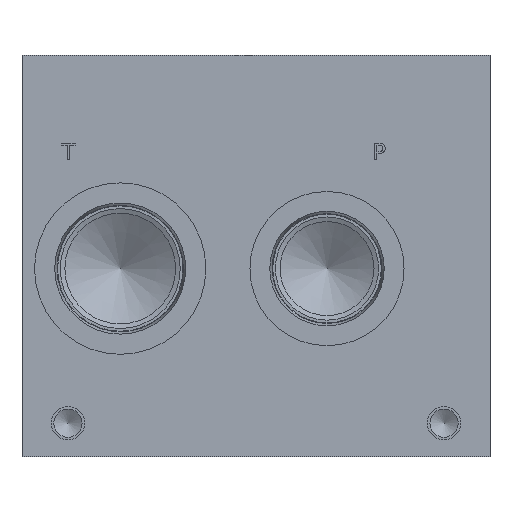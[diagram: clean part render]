
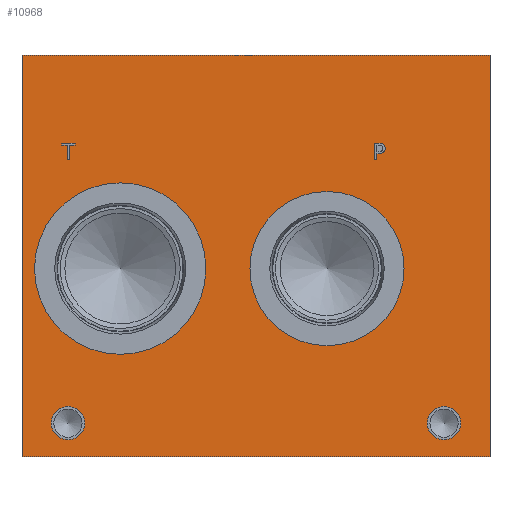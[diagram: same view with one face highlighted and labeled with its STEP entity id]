
A CAD part, left-side view. The second image highlights one B-rep face of the part: STEP entity #10968.
In plain terms, the highlighted planar face has unit normal (-1, 0, 0).
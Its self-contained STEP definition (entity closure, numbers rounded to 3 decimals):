
#138=CIRCLE('',#11569,32.563);
#139=CIRCLE('',#11570,32.563);
#140=CIRCLE('',#11571,29.286);
#141=CIRCLE('',#11572,29.286);
#142=CIRCLE('',#11573,6.35);
#143=CIRCLE('',#11574,6.35);
#144=CIRCLE('',#11575,6.35);
#145=CIRCLE('',#11576,6.35);
#392=FACE_BOUND('',#1460,.T.);
#393=FACE_BOUND('',#1461,.T.);
#394=FACE_BOUND('',#1462,.T.);
#395=FACE_BOUND('',#1463,.T.);
#396=FACE_BOUND('',#1464,.T.);
#397=FACE_BOUND('',#1465,.T.);
#506=PLANE('',#11568);
#857=FACE_OUTER_BOUND('',#1459,.T.);
#1459=EDGE_LOOP('',(#7396,#7397,#7398,#7399));
#1460=EDGE_LOOP('',(#7400,#7401));
#1461=EDGE_LOOP('',(#7402,#7403));
#1462=EDGE_LOOP('',(#7404,#7405));
#1463=EDGE_LOOP('',(#7406,#7407));
#1464=EDGE_LOOP('',(#7408,#7409,#7410,#7411,#7412,#7413,#7414,#7415));
#1465=EDGE_LOOP('',(#7416,#7417,#7418,#7419,#7420,#7421,#7422,#7423,#7424));
#2171=LINE('',#15113,#3222);
#2174=LINE('',#15119,#3225);
#2177=LINE('',#15125,#3228);
#2180=LINE('',#15131,#3231);
#2183=LINE('',#15137,#3234);
#2187=LINE('',#15180,#3238);
#2188=LINE('',#15182,#3239);
#2189=LINE('',#15184,#3240);
#2190=LINE('',#15185,#3241);
#2191=LINE('',#15204,#3242);
#2192=LINE('',#15206,#3243);
#2193=LINE('',#15208,#3244);
#2194=LINE('',#15210,#3245);
#2195=LINE('',#15212,#3246);
#2196=LINE('',#15214,#3247);
#2197=LINE('',#15216,#3248);
#2198=LINE('',#15217,#3249);
#3222=VECTOR('',#12377,10.);
#3225=VECTOR('',#12382,10.);
#3228=VECTOR('',#12387,10.);
#3231=VECTOR('',#12392,10.);
#3234=VECTOR('',#12397,10.);
#3238=VECTOR('',#12405,10.);
#3239=VECTOR('',#12406,10.);
#3240=VECTOR('',#12407,10.);
#3241=VECTOR('',#12408,10.);
#3242=VECTOR('',#12425,10.);
#3243=VECTOR('',#12426,10.);
#3244=VECTOR('',#12427,10.);
#3245=VECTOR('',#12428,10.);
#3246=VECTOR('',#12429,10.);
#3247=VECTOR('',#12430,10.);
#3248=VECTOR('',#12431,10.);
#3249=VECTOR('',#12432,10.);
#4221=B_SPLINE_CURVE_WITH_KNOTS('',2,(#15080,#15081,#15082,#15083),
 .UNSPECIFIED.,.F.,.F.,(3,1,3),(0.,1.,2.),.UNSPECIFIED.);
#4223=B_SPLINE_CURVE_WITH_KNOTS('',2,(#15101,#15102,#15103,#15104),
 .UNSPECIFIED.,.F.,.F.,(3,1,3),(0.,1.,2.),.UNSPECIFIED.);
#4225=B_SPLINE_CURVE_WITH_KNOTS('',2,(#15150,#15151,#15152,#15153),
 .UNSPECIFIED.,.F.,.F.,(3,1,3),(0.,1.,2.),.UNSPECIFIED.);
#4227=B_SPLINE_CURVE_WITH_KNOTS('',2,(#15168,#15169,#15170,#15171),
 .UNSPECIFIED.,.F.,.F.,(3,1,3),(0.,1.,2.),.UNSPECIFIED.);
#4557=VERTEX_POINT('',#15078);
#4558=VERTEX_POINT('',#15079);
#4561=VERTEX_POINT('',#15100);
#4563=VERTEX_POINT('',#15112);
#4565=VERTEX_POINT('',#15118);
#4567=VERTEX_POINT('',#15124);
#4569=VERTEX_POINT('',#15130);
#4571=VERTEX_POINT('',#15136);
#4573=VERTEX_POINT('',#15149);
#4575=VERTEX_POINT('',#15178);
#4576=VERTEX_POINT('',#15179);
#4577=VERTEX_POINT('',#15181);
#4578=VERTEX_POINT('',#15183);
#4579=VERTEX_POINT('',#15186);
#4580=VERTEX_POINT('',#15187);
#4581=VERTEX_POINT('',#15190);
#4582=VERTEX_POINT('',#15191);
#4583=VERTEX_POINT('',#15194);
#4584=VERTEX_POINT('',#15195);
#4585=VERTEX_POINT('',#15198);
#4586=VERTEX_POINT('',#15199);
#4587=VERTEX_POINT('',#15202);
#4588=VERTEX_POINT('',#15203);
#4589=VERTEX_POINT('',#15205);
#4590=VERTEX_POINT('',#15207);
#4591=VERTEX_POINT('',#15209);
#4592=VERTEX_POINT('',#15211);
#4593=VERTEX_POINT('',#15213);
#4594=VERTEX_POINT('',#15215);
#5681=EDGE_CURVE('',#4557,#4558,#4221,.T.);
#5685=EDGE_CURVE('',#4561,#4557,#4223,.T.);
#5688=EDGE_CURVE('',#4563,#4561,#2171,.T.);
#5691=EDGE_CURVE('',#4565,#4563,#2174,.T.);
#5694=EDGE_CURVE('',#4567,#4565,#2177,.T.);
#5697=EDGE_CURVE('',#4569,#4567,#2180,.T.);
#5700=EDGE_CURVE('',#4571,#4569,#2183,.T.);
#5703=EDGE_CURVE('',#4573,#4571,#4225,.T.);
#5706=EDGE_CURVE('',#4558,#4573,#4227,.T.);
#5708=EDGE_CURVE('',#4575,#4576,#2187,.T.);
#5709=EDGE_CURVE('',#4576,#4577,#2188,.T.);
#5710=EDGE_CURVE('',#4578,#4577,#2189,.T.);
#5711=EDGE_CURVE('',#4575,#4578,#2190,.T.);
#5712=EDGE_CURVE('',#4579,#4580,#138,.T.);
#5713=EDGE_CURVE('',#4580,#4579,#139,.T.);
#5714=EDGE_CURVE('',#4581,#4582,#140,.T.);
#5715=EDGE_CURVE('',#4582,#4581,#141,.T.);
#5716=EDGE_CURVE('',#4583,#4584,#142,.T.);
#5717=EDGE_CURVE('',#4584,#4583,#143,.T.);
#5718=EDGE_CURVE('',#4585,#4586,#144,.T.);
#5719=EDGE_CURVE('',#4586,#4585,#145,.T.);
#5720=EDGE_CURVE('',#4587,#4588,#2191,.T.);
#5721=EDGE_CURVE('',#4588,#4589,#2192,.T.);
#5722=EDGE_CURVE('',#4589,#4590,#2193,.T.);
#5723=EDGE_CURVE('',#4590,#4591,#2194,.T.);
#5724=EDGE_CURVE('',#4591,#4592,#2195,.T.);
#5725=EDGE_CURVE('',#4592,#4593,#2196,.T.);
#5726=EDGE_CURVE('',#4593,#4594,#2197,.T.);
#5727=EDGE_CURVE('',#4594,#4587,#2198,.T.);
#7396=ORIENTED_EDGE('',*,*,#5708,.T.);
#7397=ORIENTED_EDGE('',*,*,#5709,.T.);
#7398=ORIENTED_EDGE('',*,*,#5710,.F.);
#7399=ORIENTED_EDGE('',*,*,#5711,.F.);
#7400=ORIENTED_EDGE('',*,*,#5712,.T.);
#7401=ORIENTED_EDGE('',*,*,#5713,.T.);
#7402=ORIENTED_EDGE('',*,*,#5714,.T.);
#7403=ORIENTED_EDGE('',*,*,#5715,.T.);
#7404=ORIENTED_EDGE('',*,*,#5716,.T.);
#7405=ORIENTED_EDGE('',*,*,#5717,.T.);
#7406=ORIENTED_EDGE('',*,*,#5718,.T.);
#7407=ORIENTED_EDGE('',*,*,#5719,.T.);
#7408=ORIENTED_EDGE('',*,*,#5720,.T.);
#7409=ORIENTED_EDGE('',*,*,#5721,.T.);
#7410=ORIENTED_EDGE('',*,*,#5722,.T.);
#7411=ORIENTED_EDGE('',*,*,#5723,.T.);
#7412=ORIENTED_EDGE('',*,*,#5724,.T.);
#7413=ORIENTED_EDGE('',*,*,#5725,.T.);
#7414=ORIENTED_EDGE('',*,*,#5726,.T.);
#7415=ORIENTED_EDGE('',*,*,#5727,.T.);
#7416=ORIENTED_EDGE('',*,*,#5681,.T.);
#7417=ORIENTED_EDGE('',*,*,#5706,.T.);
#7418=ORIENTED_EDGE('',*,*,#5703,.T.);
#7419=ORIENTED_EDGE('',*,*,#5700,.T.);
#7420=ORIENTED_EDGE('',*,*,#5697,.T.);
#7421=ORIENTED_EDGE('',*,*,#5694,.T.);
#7422=ORIENTED_EDGE('',*,*,#5691,.T.);
#7423=ORIENTED_EDGE('',*,*,#5688,.T.);
#7424=ORIENTED_EDGE('',*,*,#5685,.T.);
#10968=ADVANCED_FACE('',(#857,#392,#393,#394,#395,#396,#397),#506,.T.);
#11568=AXIS2_PLACEMENT_3D('',#15177,#12403,#12404);
#11569=AXIS2_PLACEMENT_3D('',#15188,#12409,#12410);
#11570=AXIS2_PLACEMENT_3D('',#15189,#12411,#12412);
#11571=AXIS2_PLACEMENT_3D('',#15192,#12413,#12414);
#11572=AXIS2_PLACEMENT_3D('',#15193,#12415,#12416);
#11573=AXIS2_PLACEMENT_3D('',#15196,#12417,#12418);
#11574=AXIS2_PLACEMENT_3D('',#15197,#12419,#12420);
#11575=AXIS2_PLACEMENT_3D('',#15200,#12421,#12422);
#11576=AXIS2_PLACEMENT_3D('',#15201,#12423,#12424);
#12377=DIRECTION('',(0.,-1.,0.));
#12382=DIRECTION('',(0.,0.,1.));
#12387=DIRECTION('',(0.,1.,0.));
#12392=DIRECTION('',(0.,0.,-1.));
#12397=DIRECTION('',(0.,1.,0.));
#12403=DIRECTION('center_axis',(-1.,0.,0.));
#12404=DIRECTION('ref_axis',(0.,-1.,0.));
#12405=DIRECTION('',(0.,-1.,0.));
#12406=DIRECTION('',(0.,0.,1.));
#12407=DIRECTION('',(0.,-1.,0.));
#12408=DIRECTION('',(0.,0.,1.));
#12409=DIRECTION('center_axis',(1.,0.,0.));
#12410=DIRECTION('ref_axis',(0.,0.,1.));
#12411=DIRECTION('center_axis',(1.,0.,0.));
#12412=DIRECTION('ref_axis',(0.,0.,1.));
#12413=DIRECTION('center_axis',(1.,0.,0.));
#12414=DIRECTION('ref_axis',(0.,0.,1.));
#12415=DIRECTION('center_axis',(1.,0.,0.));
#12416=DIRECTION('ref_axis',(0.,0.,1.));
#12417=DIRECTION('center_axis',(1.,0.,0.));
#12418=DIRECTION('ref_axis',(0.,1.,0.));
#12419=DIRECTION('center_axis',(1.,0.,0.));
#12420=DIRECTION('ref_axis',(0.,1.,0.));
#12421=DIRECTION('center_axis',(1.,0.,0.));
#12422=DIRECTION('ref_axis',(0.,1.,0.));
#12423=DIRECTION('center_axis',(1.,0.,0.));
#12424=DIRECTION('ref_axis',(0.,1.,0.));
#12425=DIRECTION('',(0.,1.,0.));
#12426=DIRECTION('',(0.,0.,1.));
#12427=DIRECTION('',(0.,1.,0.));
#12428=DIRECTION('',(0.,0.,1.));
#12429=DIRECTION('',(0.,-1.,0.));
#12430=DIRECTION('',(0.,0.,-1.));
#12431=DIRECTION('',(0.,1.,0.));
#12432=DIRECTION('',(0.,0.,-1.));
#15078=CARTESIAN_POINT('',(0.,40.549,118.666));
#15079=CARTESIAN_POINT('',(0.,39.793,117.148));
#15080=CARTESIAN_POINT('Ctrl Pts',(0.,40.549,118.666));
#15081=CARTESIAN_POINT('Ctrl Pts',(0.,40.194,118.424));
#15082=CARTESIAN_POINT('Ctrl Pts',(0.,39.793,117.678));
#15083=CARTESIAN_POINT('Ctrl Pts',(0.,39.793,117.148));
#15100=CARTESIAN_POINT('',(0.,42.212,119.062));
#15101=CARTESIAN_POINT('Ctrl Pts',(0.,42.212,119.062));
#15102=CARTESIAN_POINT('Ctrl Pts',(0.,41.646,119.062));
#15103=CARTESIAN_POINT('Ctrl Pts',(0.,40.853,118.877));
#15104=CARTESIAN_POINT('Ctrl Pts',(0.,40.549,118.666));
#15112=CARTESIAN_POINT('',(0.,43.807,119.062));
#15113=CARTESIAN_POINT('',(0.,110.803,119.062));
#15118=CARTESIAN_POINT('',(0.,43.807,112.713));
#15119=CARTESIAN_POINT('',(0.,43.807,56.356));
#15124=CARTESIAN_POINT('',(0.,42.963,112.713));
#15125=CARTESIAN_POINT('',(0.,110.381,112.713));
#15130=CARTESIAN_POINT('',(0.,42.963,115.08));
#15131=CARTESIAN_POINT('',(0.,42.963,57.54));
#15136=CARTESIAN_POINT('',(0.,42.248,115.08));
#15137=CARTESIAN_POINT('',(0.,110.024,115.08));
#15149=CARTESIAN_POINT('',(0.,40.349,115.738));
#15150=CARTESIAN_POINT('Ctrl Pts',(0.,40.349,115.738));
#15151=CARTESIAN_POINT('Ctrl Pts',(0.,40.678,115.414));
#15152=CARTESIAN_POINT('Ctrl Pts',(0.,41.568,115.08));
#15153=CARTESIAN_POINT('Ctrl Pts',(0.,42.248,115.08));
#15168=CARTESIAN_POINT('Ctrl Pts',(0.,39.793,117.148));
#15169=CARTESIAN_POINT('Ctrl Pts',(0.,39.793,116.737));
#15170=CARTESIAN_POINT('Ctrl Pts',(0.,40.086,115.996));
#15171=CARTESIAN_POINT('Ctrl Pts',(0.,40.349,115.738));
#15177=CARTESIAN_POINT('Origin',(0.,177.8,0.));
#15178=CARTESIAN_POINT('',(0.,177.8,0.));
#15179=CARTESIAN_POINT('',(0.,0.,0.));
#15180=CARTESIAN_POINT('',(0.,177.8,0.));
#15181=CARTESIAN_POINT('',(0.,0.,152.4));
#15182=CARTESIAN_POINT('',(0.,0.,0.));
#15183=CARTESIAN_POINT('',(0.,177.8,152.4));
#15184=CARTESIAN_POINT('',(0.,177.8,152.4));
#15185=CARTESIAN_POINT('',(0.,177.8,0.));
#15186=CARTESIAN_POINT('',(0.,140.487,103.988));
#15187=CARTESIAN_POINT('',(0.,140.487,38.862));
#15188=CARTESIAN_POINT('Origin',(0.,140.487,71.425));
#15189=CARTESIAN_POINT('Origin',(0.,140.487,71.425));
#15190=CARTESIAN_POINT('',(0.,61.925,100.711));
#15191=CARTESIAN_POINT('',(0.,61.925,42.139));
#15192=CARTESIAN_POINT('Origin',(0.,61.925,71.425));
#15193=CARTESIAN_POINT('Origin',(0.,61.925,71.425));
#15194=CARTESIAN_POINT('',(0.,166.675,12.7));
#15195=CARTESIAN_POINT('',(0.,153.975,12.7));
#15196=CARTESIAN_POINT('Origin',(0.,160.325,12.7));
#15197=CARTESIAN_POINT('Origin',(0.,160.325,12.7));
#15198=CARTESIAN_POINT('',(0.,23.825,12.7));
#15199=CARTESIAN_POINT('',(0.,11.125,12.7));
#15200=CARTESIAN_POINT('Origin',(0.,17.475,12.7));
#15201=CARTESIAN_POINT('Origin',(0.,17.475,12.7));
#15202=CARTESIAN_POINT('',(0.,159.75,112.713));
#15203=CARTESIAN_POINT('',(0.,160.594,112.713));
#15204=CARTESIAN_POINT('',(0.,168.775,112.713));
#15205=CARTESIAN_POINT('',(0.,160.594,118.311));
#15206=CARTESIAN_POINT('',(0.,160.594,56.356));
#15207=CARTESIAN_POINT('',(0.,162.724,118.311));
#15208=CARTESIAN_POINT('',(0.,169.197,118.311));
#15209=CARTESIAN_POINT('',(0.,162.724,119.062));
#15210=CARTESIAN_POINT('',(0.,162.724,59.156));
#15211=CARTESIAN_POINT('',(0.,157.619,119.062));
#15212=CARTESIAN_POINT('',(0.,170.262,119.062));
#15213=CARTESIAN_POINT('',(0.,157.619,118.311));
#15214=CARTESIAN_POINT('',(0.,157.619,59.531));
#15215=CARTESIAN_POINT('',(0.,159.75,118.311));
#15216=CARTESIAN_POINT('',(0.,167.71,118.311));
#15217=CARTESIAN_POINT('',(0.,159.75,59.156));
